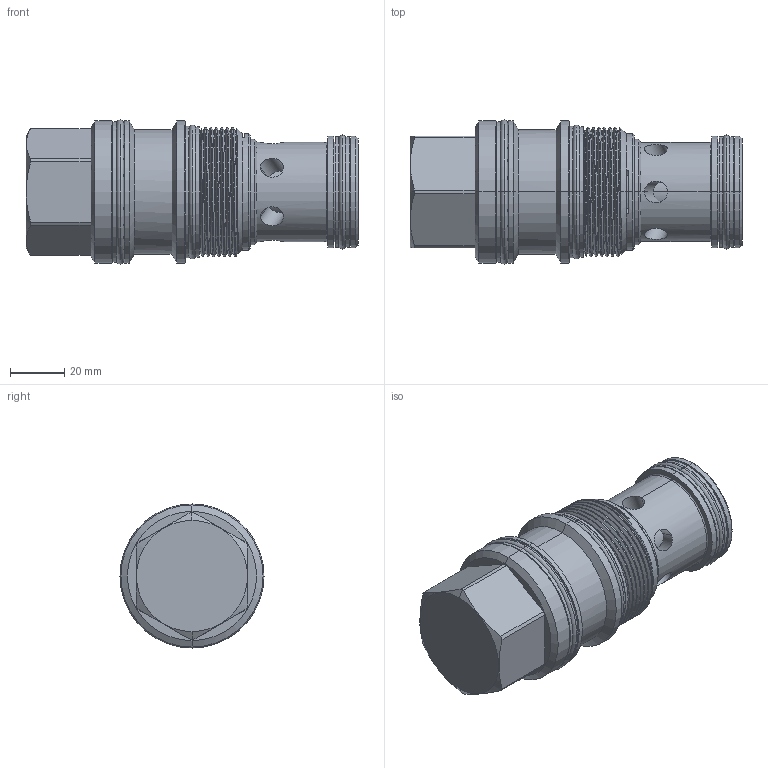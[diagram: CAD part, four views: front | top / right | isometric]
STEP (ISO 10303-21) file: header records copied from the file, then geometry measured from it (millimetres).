
FILE_DESCRIPTION (( 'STEP AP214' ), '1' );
FILE_NAME ('CO19A30(3C)-N.STEP', '2016-04-15T06:11:54', ( '' ), ( '' ), 'SwSTEP 2.0', 'SolidWorks 2012', '' );
FILE_SCHEMA (( 'AUTOMOTIVE_DESIGN' ));
Length unit declared in the file: millimetre
Products named in the file (1): CO19A30(3C)-N
Bounding box: 122.37 x 53.11 x 53.11 mm (x, y, z)
Volume: 175842.3 mm3; surface area: 34923.2 mm2
Topology: 6 solids, 7 shells, 200 faces, 456 edges, 283 vertices
Faces by surface type: cylinder 114, cone 35, plane 32, torus 16, bspline 3
Entity records: 8196 total; most frequent: CARTESIAN_POINT 3628, DIRECTION 976, ORIENTED_EDGE 908, EDGE_CURVE 454, AXIS2_PLACEMENT_3D 410, VERTEX_POINT 283, EDGE_LOOP 227, CIRCLE 212
